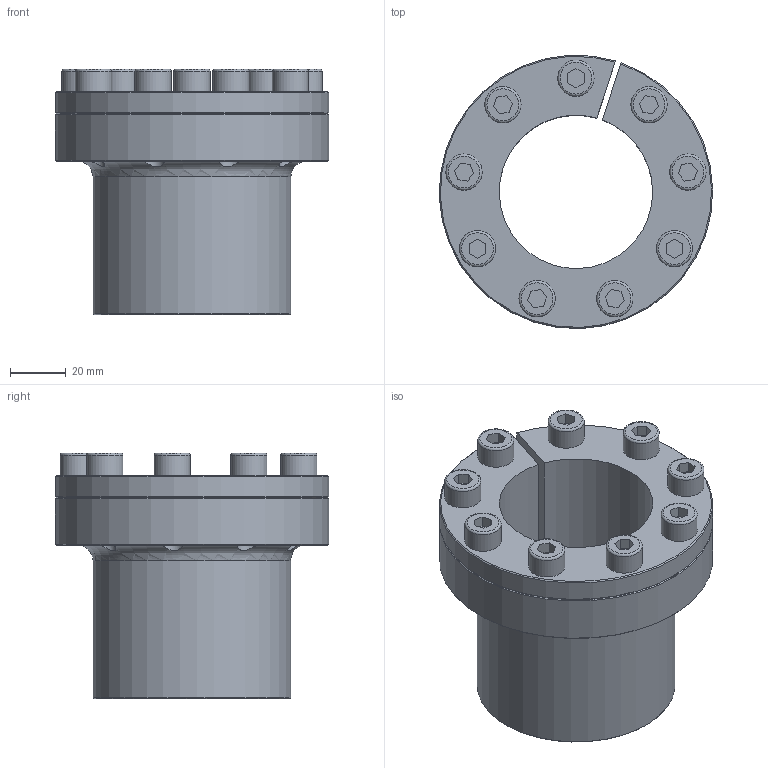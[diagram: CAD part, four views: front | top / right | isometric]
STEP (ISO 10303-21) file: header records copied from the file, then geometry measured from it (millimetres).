
FILE_DESCRIPTION(/* description */ (''),/* implementation_level */ '2;1');
FILE_NAME(/* name */ 'OBC 55x71x80 B.stp',/* time_stamp */ '2018-10-11T11:18:29+04:00',/* author */ ('ASUS'),/* organization */ ('TraceParts S.A.'),/* preprocessor_version */ 'ST-DEVELOPER v16.13',/* originating_system */ 'Autodesk Inventor 2018',/* authorisation */ '');
FILE_SCHEMA (('AUTOMOTIVE_DESIGN { 1 0 10303 214 3 1 1 }'));
Length unit declared in the file: millimetre
Products named in the file (1): locks_cl55x71t
Bounding box: 97.94 x 97.9 x 88 mm (x, y, z)
Volume: 203836.4 mm3; surface area: 59390 mm2
Topology: 1 solids, 1 shells, 161 faces, 432 edges, 282 vertices
Faces by surface type: plane 91, cylinder 32, torus 20, cone 18
Full cylindrical faces by diameter (mm): 8 x18, 13 x9
Entity records: 5537 total; most frequent: CARTESIAN_POINT 1514, DIRECTION 782, ORIENTED_EDGE 738, EDGE_CURVE 369, AXIS2_PLACEMENT_3D 289, VERTEX_POINT 264, EDGE_LOOP 235, LINE 204
